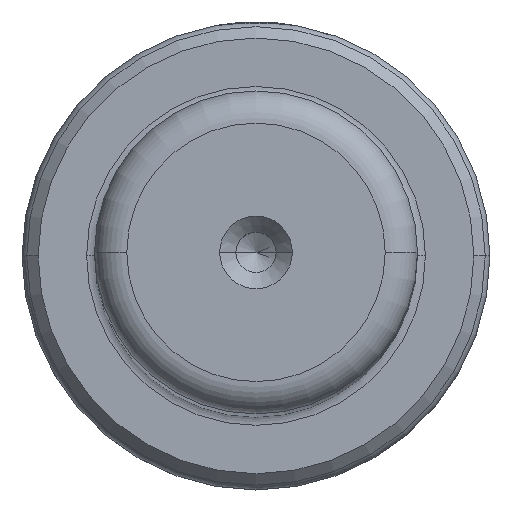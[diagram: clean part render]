
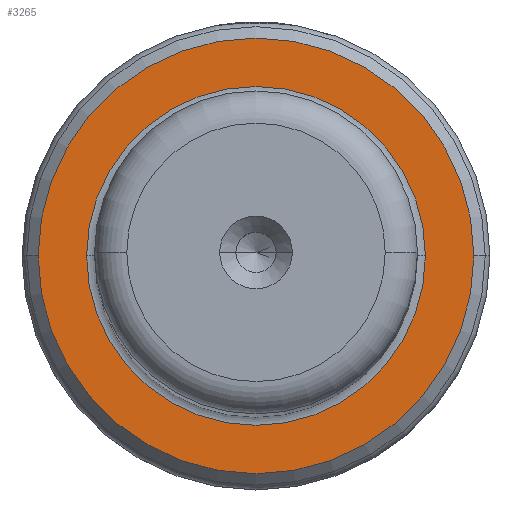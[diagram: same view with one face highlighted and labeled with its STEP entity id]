
A CAD part, top view. The second image highlights one B-rep face of the part: STEP entity #3265.
In plain terms, the highlighted planar face has unit normal (0, 0, 1).
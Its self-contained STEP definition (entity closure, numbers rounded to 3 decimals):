
#3 = PLANE ( 'NONE',  #1990 ) ;
#5 = CARTESIAN_POINT ( 'NONE',  ( -10.5, 0., 20. ) ) ;
#148 = DIRECTION ( 'NONE',  ( 0., 0., 1. ) ) ;
#161 = VERTEX_POINT ( 'NONE', #804 ) ;
#428 = ORIENTED_EDGE ( 'NONE', *, *, #827, .T. ) ;
#530 = DIRECTION ( 'NONE',  ( 1., 0., 0. ) ) ;
#547 = VERTEX_POINT ( 'NONE', #5 ) ;
#550 = AXIS2_PLACEMENT_3D ( 'NONE', #2713, #148, #530 ) ;
#681 = EDGE_CURVE ( 'NONE', #161, #954, #2735, .T. ) ;
#724 = AXIS2_PLACEMENT_3D ( 'NONE', #883, #2923, #2781 ) ;
#776 = FACE_OUTER_BOUND ( 'NONE', #2668, .T. ) ;
#804 = CARTESIAN_POINT ( 'NONE',  ( 13.5, 0., 20. ) ) ;
#827 = EDGE_CURVE ( 'NONE', #547, #3169, #3268, .T. ) ;
#883 = CARTESIAN_POINT ( 'NONE',  ( 0., 0., 20. ) ) ;
#954 = VERTEX_POINT ( 'NONE', #1316 ) ;
#1008 = DIRECTION ( 'NONE',  ( 0., 0., 1. ) ) ;
#1060 = EDGE_LOOP ( 'NONE', ( #428, #1899 ) ) ;
#1093 = ORIENTED_EDGE ( 'NONE', *, *, #681, .T. ) ;
#1130 = CIRCLE ( 'NONE', #2409, 13.5 ) ;
#1171 = DIRECTION ( 'NONE',  ( 1., 0., 0. ) ) ;
#1316 = CARTESIAN_POINT ( 'NONE',  ( -13.5, 0., 20. ) ) ;
#1527 = CARTESIAN_POINT ( 'NONE',  ( 10.5, 0., 20. ) ) ;
#1775 = FACE_BOUND ( 'NONE', #1060, .T. ) ;
#1798 = EDGE_CURVE ( 'NONE', #954, #161, #1130, .T. ) ;
#1899 = ORIENTED_EDGE ( 'NONE', *, *, #3165, .T. ) ;
#1990 = AXIS2_PLACEMENT_3D ( 'NONE', #1994, #1008, #3047 ) ;
#1994 = CARTESIAN_POINT ( 'NONE',  ( 0., 0., 20. ) ) ;
#2357 = CARTESIAN_POINT ( 'NONE',  ( 0., 0., 20. ) ) ;
#2409 = AXIS2_PLACEMENT_3D ( 'NONE', #2994, #2946, #1171 ) ;
#2664 = DIRECTION ( 'NONE',  ( -1., 0., 0. ) ) ;
#2668 = EDGE_LOOP ( 'NONE', ( #2756, #1093 ) ) ;
#2713 = CARTESIAN_POINT ( 'NONE',  ( 0., 0., 20. ) ) ;
#2735 = CIRCLE ( 'NONE', #550, 13.5 ) ;
#2756 = ORIENTED_EDGE ( 'NONE', *, *, #1798, .T. ) ;
#2781 = DIRECTION ( 'NONE',  ( -1., 0., 0. ) ) ;
#2827 = DIRECTION ( 'NONE',  ( 0., 0., -1. ) ) ;
#2865 = CIRCLE ( 'NONE', #724, 10.5 ) ;
#2923 = DIRECTION ( 'NONE',  ( 0., 0., -1. ) ) ;
#2946 = DIRECTION ( 'NONE',  ( 0., 0., 1. ) ) ;
#2994 = CARTESIAN_POINT ( 'NONE',  ( 0., 0., 20. ) ) ;
#3047 = DIRECTION ( 'NONE',  ( 1., 0., 0. ) ) ;
#3063 = AXIS2_PLACEMENT_3D ( 'NONE', #2357, #2827, #2664 ) ;
#3165 = EDGE_CURVE ( 'NONE', #3169, #547, #2865, .T. ) ;
#3169 = VERTEX_POINT ( 'NONE', #1527 ) ;
#3265 = ADVANCED_FACE ( 'NONE', ( #776, #1775 ), #3, .T. ) ;
#3268 = CIRCLE ( 'NONE', #3063, 10.5 ) ;
